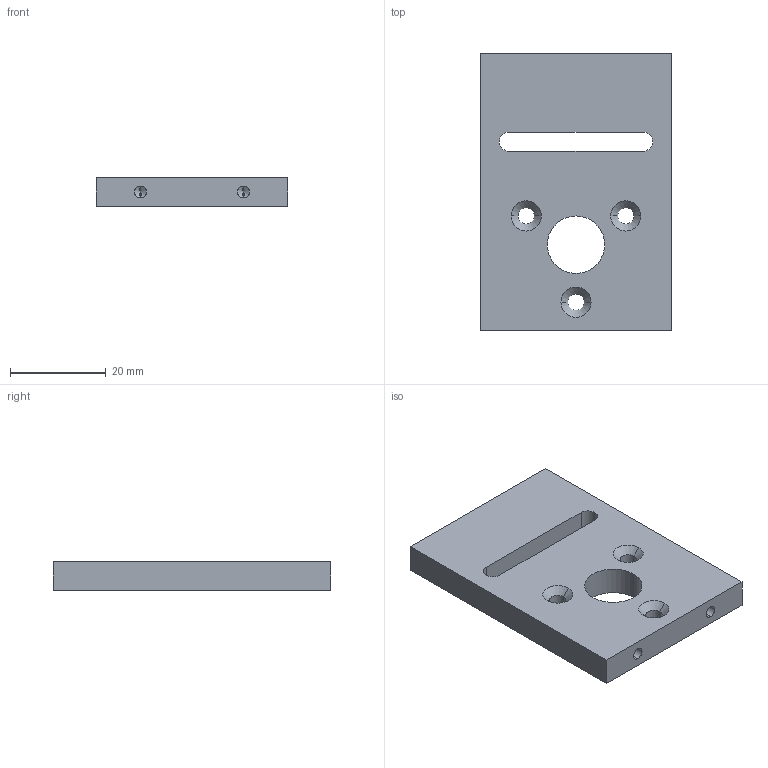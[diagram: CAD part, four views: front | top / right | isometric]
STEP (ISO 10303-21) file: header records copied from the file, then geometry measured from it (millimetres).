
FILE_DESCRIPTION (( 'STEP AP203' ), '1' );
FILE_NAME ('10_Motor Mount.STEP', '2024-01-31T08:51:37', ( '' ), ( '' ), 'SwSTEP 2.0', 'SolidWorks 2023', '' );
FILE_SCHEMA (( 'CONFIG_CONTROL_DESIGN' ));
Length unit declared in the file: millimetre
Products named in the file (1): 10_Motor Mount
Bounding box: 40 x 58 x 6 mm (x, y, z)
Volume: 12105.7 mm3; surface area: 6383.1 mm2
Topology: 1 solids, 1 shells, 41 faces, 103 edges, 60 vertices
Faces by surface type: cylinder 19, cone 14, plane 8
Entity records: 1270 total; most frequent: DIRECTION 223, CARTESIAN_POINT 197, ORIENTED_EDGE 190, EDGE_CURVE 95, AXIS2_PLACEMENT_3D 86, VERTEX_POINT 60, EDGE_LOOP 55, VECTOR 51
